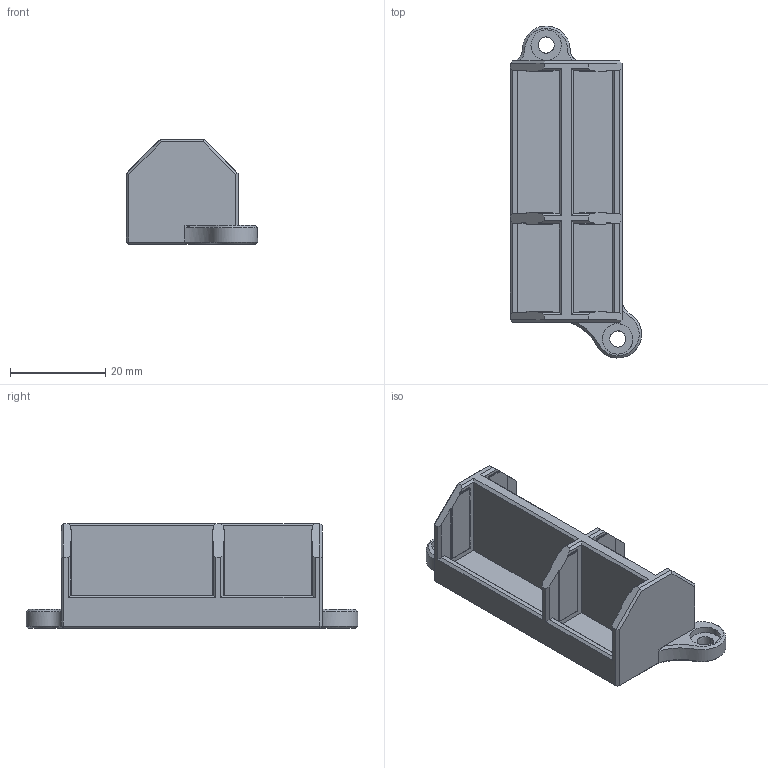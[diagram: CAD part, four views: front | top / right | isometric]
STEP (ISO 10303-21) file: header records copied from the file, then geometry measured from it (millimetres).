
FILE_DESCRIPTION(/* description */ (''),/* implementation_level */ '2;1');
FILE_NAME(/* name */ 'HEX-ZE~1',/* time_stamp */ '2024-07-24T19:49:57+02:00',/* author */ (''),/* organization */ (''),/* preprocessor_version */ 'ST-DEVELOPER v15',/* originating_system */ '',/* authorisation */ '');
FILE_SCHEMA (('AUTOMOTIVE_DESIGN'));
Length unit declared in the file: millimetre
Products named in the file (1): Document
Bounding box: 27.5 x 69.64 x 22 mm (x, y, z)
Volume: 11078.9 mm3; surface area: 7946.2 mm2
Topology: 1 solids, 1 shells, 210 faces, 533 edges, 322 vertices
Faces by surface type: plane 117, bspline 93
Entity records: 8201 total; most frequent: CARTESIAN_POINT 4752, ORIENTED_EDGE 1056, EDGE_CURVE 528, B_SPLINE_CURVE_WITH_KNOTS 504, VERTEX_POINT 322, EDGE_LOOP 216, ADVANCED_FACE 210, FACE_OUTER_BOUND 210
